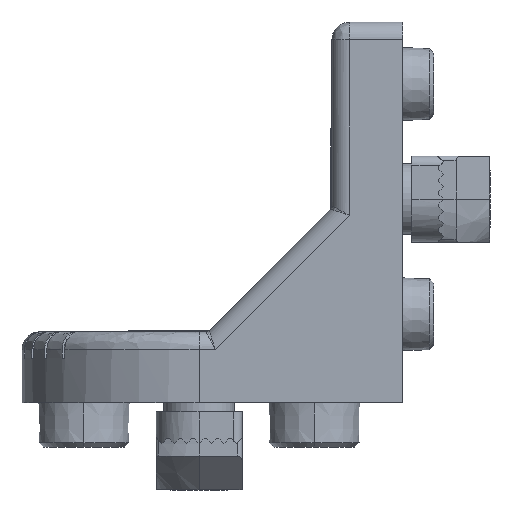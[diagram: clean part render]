
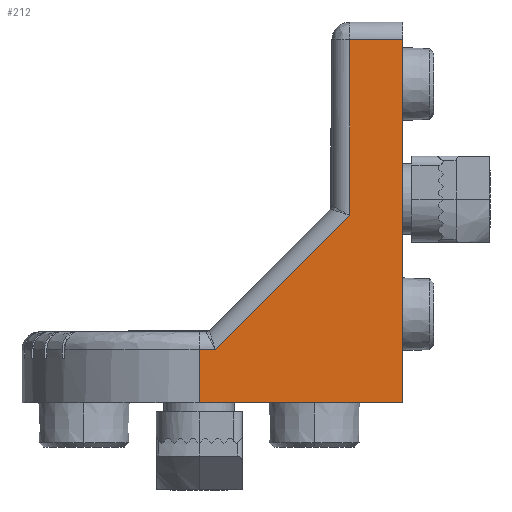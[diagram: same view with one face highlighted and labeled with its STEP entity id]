
A CAD part, left-side view. The second image highlights one B-rep face of the part: STEP entity #212.
In plain terms, the highlighted planar face has unit normal (-1, 0, 0).
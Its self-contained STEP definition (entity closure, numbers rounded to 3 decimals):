
#212=ADVANCED_FACE('',(#1048),#1049,.T.);
#1048=FACE_OUTER_BOUND('',#3234,.T.);
#1049=PLANE('',#3235);
#3234=EDGE_LOOP('',(#8341,#8342,#8343,#8344,#8345,#8346,#8347));
#3235=AXIS2_PLACEMENT_3D('',#8348,#8349,#8350);
#8341=ORIENTED_EDGE('',*,*,#13739,.F.);
#8342=ORIENTED_EDGE('',*,*,#13741,.T.);
#8343=ORIENTED_EDGE('',*,*,#13582,.T.);
#8344=ORIENTED_EDGE('',*,*,#13742,.T.);
#8345=ORIENTED_EDGE('',*,*,#13743,.T.);
#8346=ORIENTED_EDGE('',*,*,#13744,.T.);
#8347=ORIENTED_EDGE('',*,*,#13680,.T.);
#8348=CARTESIAN_POINT('',(-20.0,0.,0.0));
#8349=DIRECTION('',(-1.0,0.,0.0));
#8350=DIRECTION('',(0.,1.0,0.0));
#13582=EDGE_CURVE('',#15673,#15678,#15680,.T.);
#13680=EDGE_CURVE('',#15855,#15853,#15856,.T.);
#13739=EDGE_CURVE('',#15958,#15853,#15959,.T.);
#13741=EDGE_CURVE('',#15958,#15673,#15961,.T.);
#13742=EDGE_CURVE('',#15678,#15962,#15963,.T.);
#13743=EDGE_CURVE('',#15962,#15964,#15965,.T.);
#13744=EDGE_CURVE('',#15964,#15855,#15966,.T.);
#15673=VERTEX_POINT('',#19466);
#15678=VERTEX_POINT('',#19504);
#15680=LINE('',#19539,#19540);
#15853=VERTEX_POINT('',#19768);
#15855=VERTEX_POINT('',#19770);
#15856=LINE('',#19771,#19772);
#15958=VERTEX_POINT('',#20092);
#15959=LINE('',#20093,#20094);
#15961=LINE('',#20096,#20097);
#15962=VERTEX_POINT('',#20098);
#15963=LINE('',#20099,#20100);
#15964=VERTEX_POINT('',#20101);
#15965=LINE('',#20102,#20103);
#15966=LINE('',#20104,#20105);
#19466=CARTESIAN_POINT('',(-20.0,6.0,21.172));
#19504=CARTESIAN_POINT('',(-20.0,21.172,6.0));
#19539=CARTESIAN_POINT('',(-20.0,6.0,21.172));
#19540=VECTOR('',#26835,1000.0);
#19768=CARTESIAN_POINT('',(-20.0,0.,41.0));
#19770=CARTESIAN_POINT('',(-20.0,0.,0.));
#19771=CARTESIAN_POINT('',(-20.0,0.,0.));
#19772=VECTOR('',#27020,1000.0);
#20092=CARTESIAN_POINT('',(-20.0,6.0,41.0));
#20093=CARTESIAN_POINT('',(-20.0,0.,41.0));
#20094=VECTOR('',#27095,1000.0);
#20096=CARTESIAN_POINT('',(-20.0,6.0,0.0));
#20097=VECTOR('',#27099,1000.0);
#20098=CARTESIAN_POINT('',(-20.0,23.0,6.0));
#20099=CARTESIAN_POINT('',(-20.0,0.,6.0));
#20100=VECTOR('',#27100,1000.0);
#20101=CARTESIAN_POINT('',(-20.0,23.0,0.));
#20102=CARTESIAN_POINT('',(-20.0,23.0,0.0));
#20103=VECTOR('',#27101,1000.0);
#20104=CARTESIAN_POINT('',(-20.0,0.,0.0));
#20105=VECTOR('',#27102,1000.0);
#26835=DIRECTION('',(0.0,0.707,-0.707));
#27020=DIRECTION('',(0.0,0.,1.0));
#27095=DIRECTION('',(0.,-1.0,0.));
#27099=DIRECTION('',(-0.0,-0.0,-1.0));
#27100=DIRECTION('',(0.,1.0,-0.0));
#27101=DIRECTION('',(-0.0,-0.0,-1.0));
#27102=DIRECTION('',(0.,-1.0,0.0));
